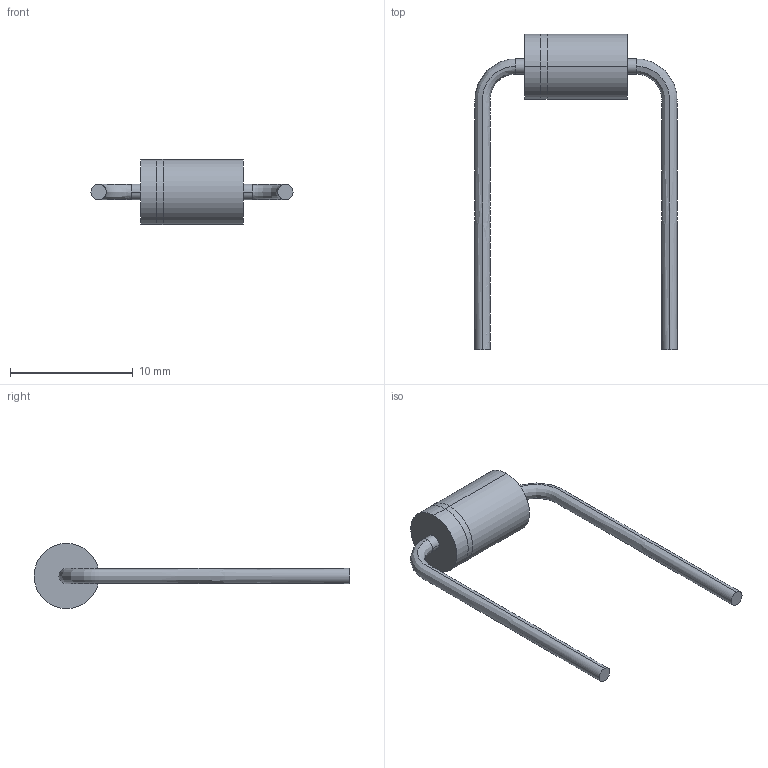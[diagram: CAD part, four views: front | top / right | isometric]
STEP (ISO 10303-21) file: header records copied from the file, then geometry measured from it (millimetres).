
FILE_DESCRIPTION (( 'STEP AP214' ), '1' );
FILE_NAME ('1N5400.STEP', '2023-10-23T16:01:15', ( '' ), ( '' ), 'SwSTEP 2.0', 'SolidWorks 2021', '' );
FILE_SCHEMA (( 'AUTOMOTIVE_DESIGN' ));
Length unit declared in the file: millimetre
Products named in the file (1): 1N5400
Bounding box: 16.48 x 25.77 x 5.31 mm (x, y, z)
Volume: 247.5 mm3; surface area: 416.8 mm2
Topology: 4 solids, 4 shells, 28 faces, 54 edges, 36 vertices
Faces by surface type: cylinder 14, plane 10, bspline 4
Entity records: 1855 total; most frequent: CARTESIAN_POINT 1199, DIRECTION 136, ORIENTED_EDGE 108, AXIS2_PLACEMENT_3D 61, EDGE_CURVE 54, CIRCLE 36, VERTEX_POINT 36, EDGE_LOOP 32
